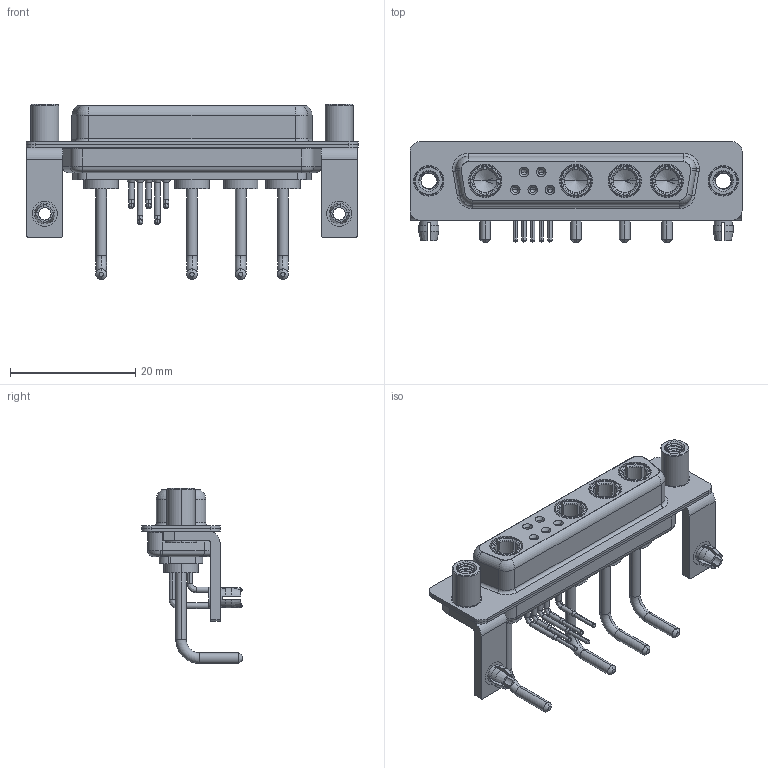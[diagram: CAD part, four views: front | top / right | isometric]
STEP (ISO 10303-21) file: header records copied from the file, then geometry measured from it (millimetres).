
FILE_DESCRIPTION (( 'STEP AP203' ), '1' );
FILE_NAME ('630-9W4-650-1TD.STEP', '2022-06-01T10:19:15', ( '' ), ( '' ), 'SwSTEP 2.0', 'SolidWorks 2020', '' );
FILE_SCHEMA (( 'CONFIG_CONTROL_DESIGN' ));
Length unit declared in the file: millimetre
Products named in the file (10): 630-9W4-650-1TD; 630Combo Shell Rear_25 Contacts; 630Combo Housing_9W4; Power Socket_Ext 10A RA; 630Combo Shell Front_25 Contacts; 630Combo Contact Row 2; 630Combo Board Lock; 630Combo Threaded Standoff_D; 630Combo Stabilizer Bracket; 630Combo Contact Row 1
Assembly tree (18 placements, depth 2):
  630-9W4-650-1TD
    630Combo Housing_9W4
    630Combo Shell Front_25 Contacts
    630Combo Shell Rear_25 Contacts
    630Combo Stabilizer Bracket  x2
    630Combo Board Lock  x2
    630Combo Threaded Standoff_D  x2
    Power Socket_Ext 10A RA  x4
    630Combo Contact Row 1  x2
    630Combo Contact Row 2  x3
Bounding box: 53.05 x 16 x 27.98 mm (x, y, z)
Volume: 4276.9 mm3; surface area: 9929.4 mm2
Topology: 22 solids, 22 shells, 1046 faces, 2698 edges, 1722 vertices
Faces by surface type: cylinder 456, plane 328, cone 151, torus 81, bspline 30
Entity records: 21300 total; most frequent: CARTESIAN_POINT 5925, DIRECTION 3111, ORIENTED_EDGE 2890, EDGE_CURVE 1445, AXIS2_PLACEMENT_3D 1258, VERTEX_POINT 925, CIRCLE 670, EDGE_LOOP 656
